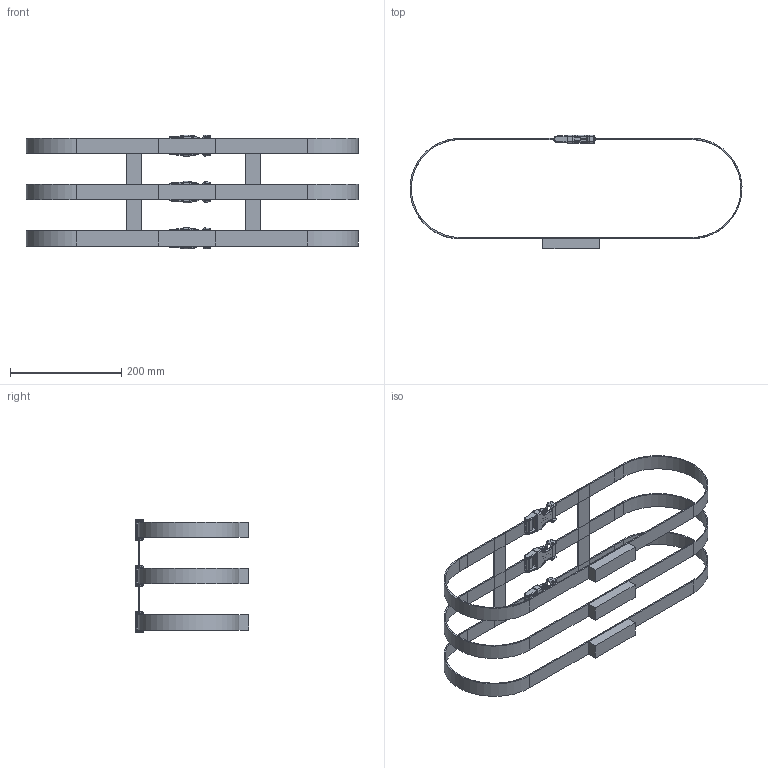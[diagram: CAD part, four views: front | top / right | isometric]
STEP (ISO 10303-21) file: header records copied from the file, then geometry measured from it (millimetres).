
FILE_DESCRIPTION(('FreeCAD Model'),'2;1');
FILE_NAME('Open CASCADE Shape Model','2025-04-29T16:15:21',('FreeCAD'),( 'FreeCAD'),'Open CASCADE STEP processor 7.6','FreeCAD','Unknown');
FILE_SCHEMA(('AUTOMOTIVE_DESIGN { 1 0 10303 214 1 1 1 1 }'));
Products named in the file (1): Open CASCADE STEP translator 7.6 1
Bounding box: 597.61 x 204.58 x 204.92 mm (x, y, z)
Volume: 496197.4 mm3; surface area: 365961.1 mm2
Topology: 29 solids, 29 shells, 5052 faces, 12786 edges, 7570 vertices
Faces by surface type: bspline 5052
Entity records: 167245 total; most frequent: CARTESIAN_POINT 97061, ORIENTED_EDGE 25116, EDGE_CURVE 12558, B_SPLINE_CURVE_WITH_KNOTS 7902, VERTEX_POINT 7570, FACE_BOUND 5106, EDGE_LOOP 5106, ADVANCED_FACE 5052
